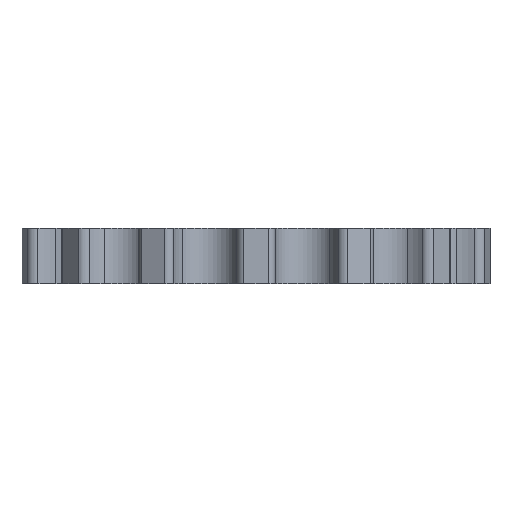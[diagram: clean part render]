
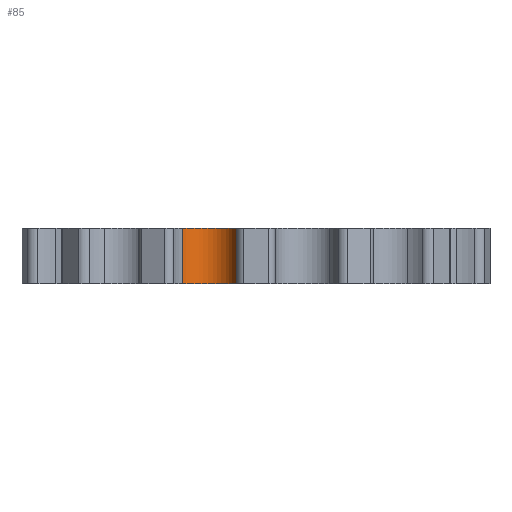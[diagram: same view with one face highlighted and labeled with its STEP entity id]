
A CAD part, front view. The second image highlights one B-rep face of the part: STEP entity #85.
In plain terms, the highlighted free-form (B-spline) face has degree [2, 1] with [5, 2] control points.
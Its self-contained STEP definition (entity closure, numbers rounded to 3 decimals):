
#85=ADVANCED_FACE('',(#171),#1521,.T.);
#171=FACE_OUTER_BOUND('',#257,.T.);
#257=EDGE_LOOP('',(#526,#527,#528,#529));
#526=ORIENTED_EDGE('',*,*,#970,.T.);
#527=ORIENTED_EDGE('',*,*,#971,.T.);
#528=ORIENTED_EDGE('',*,*,#972,.F.);
#529=ORIENTED_EDGE('',*,*,#968,.F.);
#968=EDGE_CURVE('',#1412,#1413,#1220,.T.);
#970=EDGE_CURVE('',#1412,#1414,#1222,.T.);
#971=EDGE_CURVE('',#1414,#1415,#1223,.T.);
#972=EDGE_CURVE('',#1413,#1415,#1224,.T.);
#1220=(
BOUNDED_CURVE()
B_SPLINE_CURVE(1,(#2829,#2830),.UNSPECIFIED.,.F.,.F.)
B_SPLINE_CURVE_WITH_KNOTS((2,2),(0.,1.),.UNSPECIFIED.)
CURVE()
GEOMETRIC_REPRESENTATION_ITEM()
RATIONAL_B_SPLINE_CURVE((1.,1.))
REPRESENTATION_ITEM('')
);
#1222=(
BOUNDED_CURVE()
B_SPLINE_CURVE(2,(#2834,#2835,#2836,#2837,#2838),.UNSPECIFIED.,.F.,.F.)
B_SPLINE_CURVE_WITH_KNOTS((3,2,3),(-43.498,-42.884,
-42.27),.UNSPECIFIED.)
CURVE()
GEOMETRIC_REPRESENTATION_ITEM()
RATIONAL_B_SPLINE_CURVE((1.,0.851,1.,0.851,1.))
REPRESENTATION_ITEM('')
);
#1223=(
BOUNDED_CURVE()
B_SPLINE_CURVE(1,(#2839,#2840),.UNSPECIFIED.,.F.,.F.)
B_SPLINE_CURVE_WITH_KNOTS((2,2),(0.,1.),.UNSPECIFIED.)
CURVE()
GEOMETRIC_REPRESENTATION_ITEM()
RATIONAL_B_SPLINE_CURVE((1.,1.))
REPRESENTATION_ITEM('')
);
#1224=(
BOUNDED_CURVE()
B_SPLINE_CURVE(2,(#2841,#2842,#2843,#2844,#2845),.UNSPECIFIED.,.F.,.F.)
B_SPLINE_CURVE_WITH_KNOTS((3,2,3),(-43.498,-42.884,
-42.27),.UNSPECIFIED.)
CURVE()
GEOMETRIC_REPRESENTATION_ITEM()
RATIONAL_B_SPLINE_CURVE((1.,0.851,1.,0.851,1.))
REPRESENTATION_ITEM('')
);
#1412=VERTEX_POINT('',#2258);
#1413=VERTEX_POINT('',#2259);
#1414=VERTEX_POINT('',#2260);
#1415=VERTEX_POINT('',#2261);
#1521=(
BOUNDED_SURFACE()
B_SPLINE_SURFACE(2,1,((#1980,#1981),(#1982,#1983),(#1984,#1985),(#1986,
#1987),(#1988,#1989)),.UNSPECIFIED.,.F.,.F.,.F.)
B_SPLINE_SURFACE_WITH_KNOTS((3,2,3),(2,2),(-43.498,-42.884,
-42.27),(0.,1.),.UNSPECIFIED.)
GEOMETRIC_REPRESENTATION_ITEM()
RATIONAL_B_SPLINE_SURFACE(((1.,1.),(0.851,0.851),
(1.,1.),(0.851,0.851),(1.,1.)))
REPRESENTATION_ITEM('')
SURFACE()
);
#1980=CARTESIAN_POINT('',(-1.318,-3.545,0.));
#1981=CARTESIAN_POINT('',(-1.318,-3.545,1.));
#1982=CARTESIAN_POINT('',(-1.1,-3.28,0.));
#1983=CARTESIAN_POINT('',(-1.1,-3.28,1.));
#1984=CARTESIAN_POINT('',(-0.766,-3.356,0.));
#1985=CARTESIAN_POINT('',(-0.766,-3.356,1.));
#1986=CARTESIAN_POINT('',(-0.432,-3.432,0.));
#1987=CARTESIAN_POINT('',(-0.432,-3.432,1.));
#1988=CARTESIAN_POINT('',(-0.35,-3.766,0.));
#1989=CARTESIAN_POINT('',(-0.35,-3.766,1.));
#2258=CARTESIAN_POINT('',(-1.318,-3.545,0.));
#2259=CARTESIAN_POINT('',(-1.318,-3.545,1.));
#2260=CARTESIAN_POINT('',(-0.35,-3.766,0.));
#2261=CARTESIAN_POINT('',(-0.35,-3.766,1.));
#2829=CARTESIAN_POINT('',(-1.318,-3.545,0.));
#2830=CARTESIAN_POINT('',(-1.318,-3.545,1.));
#2834=CARTESIAN_POINT('',(-1.318,-3.545,0.));
#2835=CARTESIAN_POINT('',(-1.1,-3.28,0.));
#2836=CARTESIAN_POINT('',(-0.766,-3.356,0.));
#2837=CARTESIAN_POINT('',(-0.432,-3.432,0.));
#2838=CARTESIAN_POINT('',(-0.35,-3.766,0.));
#2839=CARTESIAN_POINT('',(-0.35,-3.766,0.));
#2840=CARTESIAN_POINT('',(-0.35,-3.766,1.));
#2841=CARTESIAN_POINT('',(-1.318,-3.545,1.));
#2842=CARTESIAN_POINT('',(-1.1,-3.28,1.));
#2843=CARTESIAN_POINT('',(-0.766,-3.356,1.));
#2844=CARTESIAN_POINT('',(-0.432,-3.432,1.));
#2845=CARTESIAN_POINT('',(-0.35,-3.766,1.));
